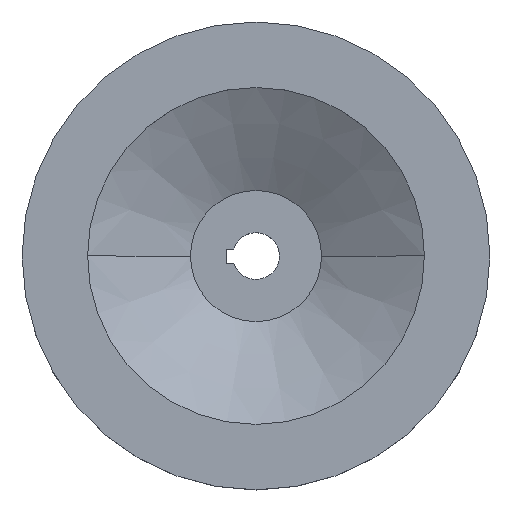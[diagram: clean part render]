
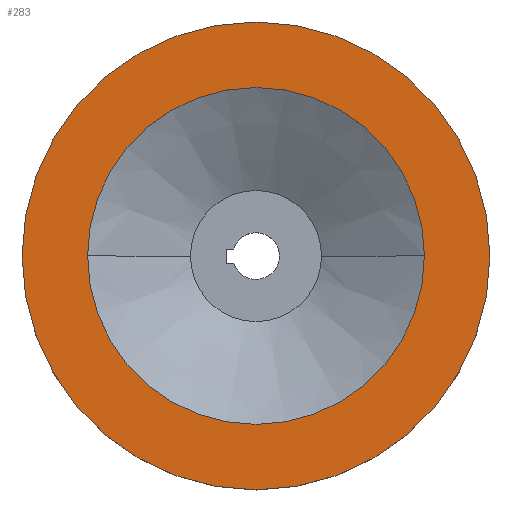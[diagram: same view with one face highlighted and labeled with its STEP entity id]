
A CAD part, top view. The second image highlights one B-rep face of the part: STEP entity #283.
In plain terms, the highlighted planar face has unit normal (0, 0, 1).
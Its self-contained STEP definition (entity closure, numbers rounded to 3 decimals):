
#157=VERTEX_POINT('',#381);
#225=VERTEX_POINT('',#459);
#237=EDGE_CURVE('',#157,#225,#471,.T.);
#247=VERTEX_POINT('',#484);
#261=EDGE_CURVE('',#225,#157,#500,.T.);
#283=ADVANCED_FACE('',(#524,#525),#526,.T.);
#287=EDGE_CURVE('',#297,#247,#530,.T.);
#295=EDGE_CURVE('',#247,#297,#539,.T.);
#297=VERTEX_POINT('',#541);
#381=CARTESIAN_POINT('',(50.,0.,30.0));
#459=CARTESIAN_POINT('',(-50.0,0.,30.0));
#471=CIRCLE('',#752,50.0);
#484=CARTESIAN_POINT('',(36.,0.,30.0));
#500=CIRCLE('',#789,50.0);
#524=FACE_OUTER_BOUND('',#818,.T.);
#525=FACE_BOUND('',#819,.T.);
#526=PLANE('',#820);
#530=CIRCLE('',#827,36.0);
#539=CIRCLE('',#839,36.0);
#541=CARTESIAN_POINT('',(-36.0,0.,30.0));
#752=AXIS2_PLACEMENT_3D('',#1034,#1035,#1036);
#789=AXIS2_PLACEMENT_3D('',#1078,#1079,#1080);
#818=EDGE_LOOP('',(#1108,#1109));
#819=EDGE_LOOP('',(#1110,#1111));
#820=AXIS2_PLACEMENT_3D('',#1112,#1113,#1114);
#827=AXIS2_PLACEMENT_3D('',#1116,#1117,#1118);
#839=AXIS2_PLACEMENT_3D('',#1128,#1129,#1130);
#1034=CARTESIAN_POINT('',(0.,0.,30.0));
#1035=DIRECTION('',(-0.0,0.0,-1.0));
#1036=DIRECTION('',(-1.0,0.,0.0));
#1078=CARTESIAN_POINT('',(0.,0.,30.0));
#1079=DIRECTION('',(-0.0,0.0,-1.0));
#1080=DIRECTION('',(-1.0,0.,0.0));
#1108=ORIENTED_EDGE('',*,*,#261,.F.);
#1109=ORIENTED_EDGE('',*,*,#237,.F.);
#1110=ORIENTED_EDGE('',*,*,#287,.T.);
#1111=ORIENTED_EDGE('',*,*,#295,.T.);
#1112=CARTESIAN_POINT('',(-43.0,0.,30.0));
#1113=DIRECTION('',(0.0,0.0,1.0));
#1114=DIRECTION('',(-1.0,0.,0.0));
#1116=CARTESIAN_POINT('',(0.,0.,30.0));
#1117=DIRECTION('',(-0.0,0.0,-1.0));
#1118=DIRECTION('',(-1.0,0.,0.0));
#1128=CARTESIAN_POINT('',(0.,0.,30.0));
#1129=DIRECTION('',(-0.0,0.0,-1.0));
#1130=DIRECTION('',(-1.0,0.,0.0));
